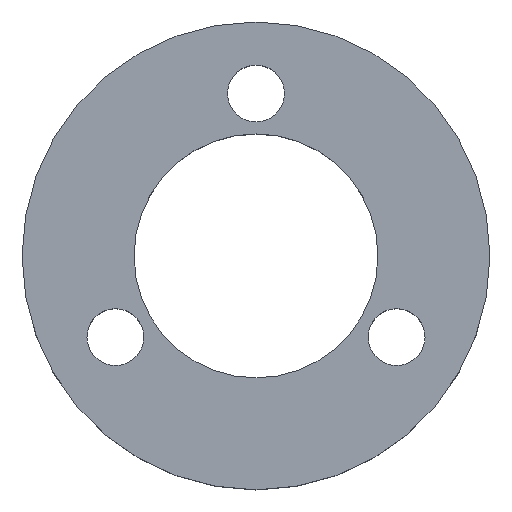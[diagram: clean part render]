
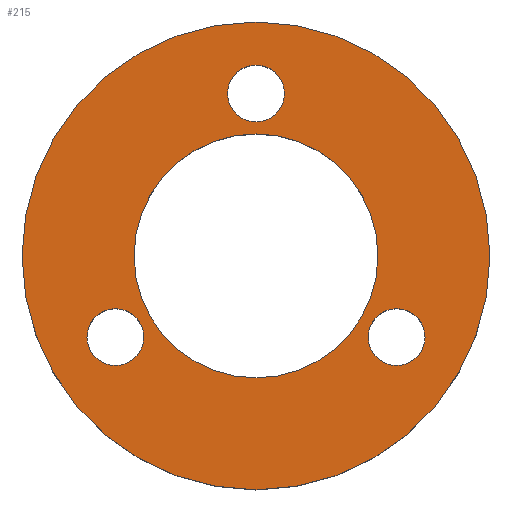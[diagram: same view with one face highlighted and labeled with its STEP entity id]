
A CAD part, top view. The second image highlights one B-rep face of the part: STEP entity #215.
In plain terms, the highlighted planar face has unit normal (0, 0, 1).
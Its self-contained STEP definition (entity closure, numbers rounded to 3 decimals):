
#18 = ORIENTED_EDGE ( 'NONE', *, *, #351, .F. ) ;
#31 = CARTESIAN_POINT ( 'NONE',  ( 0., 24.3, 16. ) ) ;
#32 = AXIS2_PLACEMENT_3D ( 'NONE', #328, #153, #51 ) ;
#41 = AXIS2_PLACEMENT_3D ( 'NONE', #65, #313, #286 ) ;
#46 = EDGE_LOOP ( 'NONE', ( #18, #309 ) ) ;
#48 = VERTEX_POINT ( 'NONE', #414 ) ;
#51 = DIRECTION ( 'NONE',  ( 1., 0., 0. ) ) ;
#55 = FACE_BOUND ( 'NONE', #103, .T. ) ;
#56 = EDGE_CURVE ( 'NONE', #113, #59, #206, .T. ) ;
#59 = VERTEX_POINT ( 'NONE', #265 ) ;
#65 = CARTESIAN_POINT ( 'NONE',  ( 0., 0., 16. ) ) ;
#67 = CARTESIAN_POINT ( 'NONE',  ( 21.044, -12.15, 16. ) ) ;
#68 = EDGE_CURVE ( 'NONE', #59, #113, #427, .T. ) ;
#77 = EDGE_LOOP ( 'NONE', ( #227, #187 ) ) ;
#83 = AXIS2_PLACEMENT_3D ( 'NONE', #303, #90, #336 ) ;
#88 = CIRCLE ( 'NONE', #355, 4.25 ) ;
#90 = DIRECTION ( 'NONE',  ( 0., 0., 1. ) ) ;
#92 = CARTESIAN_POINT ( 'NONE',  ( -21.044, -12.15, 16. ) ) ;
#97 = CARTESIAN_POINT ( 'NONE',  ( -21.044, -12.15, 16. ) ) ;
#102 = PLANE ( 'NONE',  #41 ) ;
#103 = EDGE_LOOP ( 'NONE', ( #361, #325 ) ) ;
#105 = EDGE_CURVE ( 'NONE', #356, #133, #308, .T. ) ;
#113 = VERTEX_POINT ( 'NONE', #137 ) ;
#118 = AXIS2_PLACEMENT_3D ( 'NONE', #199, #453, #158 ) ;
#123 = DIRECTION ( 'NONE',  ( 0., 0., 1. ) ) ;
#133 = VERTEX_POINT ( 'NONE', #171 ) ;
#136 = DIRECTION ( 'NONE',  ( 1., 0., 0. ) ) ;
#137 = CARTESIAN_POINT ( 'NONE',  ( -16.794, -12.15, 16. ) ) ;
#141 = DIRECTION ( 'NONE',  ( 0., 0., 1. ) ) ;
#142 = ORIENTED_EDGE ( 'NONE', *, *, #244, .T. ) ;
#153 = DIRECTION ( 'NONE',  ( 0., 0., 1. ) ) ;
#156 = DIRECTION ( 'NONE',  ( 1., 0., 0. ) ) ;
#158 = DIRECTION ( 'NONE',  ( 1., 0., 0. ) ) ;
#161 = CIRCLE ( 'NONE', #258, 4.25 ) ;
#169 = DIRECTION ( 'NONE',  ( 1., 0., 0. ) ) ;
#171 = CARTESIAN_POINT ( 'NONE',  ( 25.294, -12.15, 16. ) ) ;
#172 = FACE_BOUND ( 'NONE', #46, .T. ) ;
#182 = FACE_BOUND ( 'NONE', #320, .T. ) ;
#183 = CIRCLE ( 'NONE', #32, 18.25 ) ;
#186 = AXIS2_PLACEMENT_3D ( 'NONE', #92, #123, #156 ) ;
#187 = ORIENTED_EDGE ( 'NONE', *, *, #56, .F. ) ;
#188 = CIRCLE ( 'NONE', #285, 35. ) ;
#190 = CARTESIAN_POINT ( 'NONE',  ( 4.25, 24.3, 16. ) ) ;
#193 = CARTESIAN_POINT ( 'NONE',  ( 0., 0., 16. ) ) ;
#197 = VERTEX_POINT ( 'NONE', #249 ) ;
#199 = CARTESIAN_POINT ( 'NONE',  ( 21.044, -12.15, 16. ) ) ;
#204 = DIRECTION ( 'NONE',  ( 1., 0., 0. ) ) ;
#206 = CIRCLE ( 'NONE', #186, 4.25 ) ;
#209 = ORIENTED_EDGE ( 'NONE', *, *, #105, .F. ) ;
#210 = CARTESIAN_POINT ( 'NONE',  ( 18.25, 0., 16. ) ) ;
#215 = ADVANCED_FACE ( 'NONE', ( #246, #172, #182, #408, #55 ), #102, .T. ) ;
#227 = ORIENTED_EDGE ( 'NONE', *, *, #68, .F. ) ;
#233 = EDGE_CURVE ( 'NONE', #334, #452, #161, .T. ) ;
#244 = EDGE_CURVE ( 'NONE', #353, #197, #255, .T. ) ;
#246 = FACE_BOUND ( 'NONE', #77, .T. ) ;
#249 = CARTESIAN_POINT ( 'NONE',  ( 35., 0., 16. ) ) ;
#251 = VERTEX_POINT ( 'NONE', #210 ) ;
#255 = CIRCLE ( 'NONE', #465, 35. ) ;
#258 = AXIS2_PLACEMENT_3D ( 'NONE', #31, #345, #169 ) ;
#265 = CARTESIAN_POINT ( 'NONE',  ( -25.294, -12.15, 16. ) ) ;
#274 = ORIENTED_EDGE ( 'NONE', *, *, #456, .F. ) ;
#285 = AXIS2_PLACEMENT_3D ( 'NONE', #193, #299, #407 ) ;
#286 = DIRECTION ( 'NONE',  ( 1., 0., 0. ) ) ;
#289 = CARTESIAN_POINT ( 'NONE',  ( 0., 0., 16. ) ) ;
#291 = EDGE_CURVE ( 'NONE', #197, #353, #188, .T. ) ;
#299 = DIRECTION ( 'NONE',  ( 0., 0., 1. ) ) ;
#303 = CARTESIAN_POINT ( 'NONE',  ( 0., 0., 16. ) ) ;
#304 = CARTESIAN_POINT ( 'NONE',  ( -4.25, 24.3, 16. ) ) ;
#305 = CIRCLE ( 'NONE', #83, 18.25 ) ;
#308 = CIRCLE ( 'NONE', #431, 4.25 ) ;
#309 = ORIENTED_EDGE ( 'NONE', *, *, #233, .F. ) ;
#313 = DIRECTION ( 'NONE',  ( 0., 0., 1. ) ) ;
#320 = EDGE_LOOP ( 'NONE', ( #209, #274 ) ) ;
#323 = EDGE_CURVE ( 'NONE', #48, #251, #183, .T. ) ;
#325 = ORIENTED_EDGE ( 'NONE', *, *, #379, .F. ) ;
#326 = DIRECTION ( 'NONE',  ( 0., 0., 1. ) ) ;
#328 = CARTESIAN_POINT ( 'NONE',  ( 0., 0., 16. ) ) ;
#332 = DIRECTION ( 'NONE',  ( 1., 0., 0. ) ) ;
#334 = VERTEX_POINT ( 'NONE', #190 ) ;
#336 = DIRECTION ( 'NONE',  ( 1., 0., 0. ) ) ;
#344 = DIRECTION ( 'NONE',  ( 0., 0., 1. ) ) ;
#345 = DIRECTION ( 'NONE',  ( 0., 0., 1. ) ) ;
#351 = EDGE_CURVE ( 'NONE', #452, #334, #88, .T. ) ;
#353 = VERTEX_POINT ( 'NONE', #447 ) ;
#355 = AXIS2_PLACEMENT_3D ( 'NONE', #444, #326, #332 ) ;
#356 = VERTEX_POINT ( 'NONE', #442 ) ;
#361 = ORIENTED_EDGE ( 'NONE', *, *, #323, .F. ) ;
#366 = ORIENTED_EDGE ( 'NONE', *, *, #291, .T. ) ;
#379 = EDGE_CURVE ( 'NONE', #251, #48, #305, .T. ) ;
#389 = DIRECTION ( 'NONE',  ( 0., 0., 1. ) ) ;
#405 = CIRCLE ( 'NONE', #118, 4.25 ) ;
#406 = AXIS2_PLACEMENT_3D ( 'NONE', #97, #344, #204 ) ;
#407 = DIRECTION ( 'NONE',  ( 1., 0., 0. ) ) ;
#408 = FACE_OUTER_BOUND ( 'NONE', #464, .T. ) ;
#414 = CARTESIAN_POINT ( 'NONE',  ( -18.25, 0., 16. ) ) ;
#427 = CIRCLE ( 'NONE', #406, 4.25 ) ;
#431 = AXIS2_PLACEMENT_3D ( 'NONE', #67, #389, #136 ) ;
#433 = DIRECTION ( 'NONE',  ( 1., 0., 0. ) ) ;
#442 = CARTESIAN_POINT ( 'NONE',  ( 16.794, -12.15, 16. ) ) ;
#444 = CARTESIAN_POINT ( 'NONE',  ( 0., 24.3, 16. ) ) ;
#447 = CARTESIAN_POINT ( 'NONE',  ( -35., 0., 16. ) ) ;
#452 = VERTEX_POINT ( 'NONE', #304 ) ;
#453 = DIRECTION ( 'NONE',  ( 0., 0., 1. ) ) ;
#456 = EDGE_CURVE ( 'NONE', #133, #356, #405, .T. ) ;
#464 = EDGE_LOOP ( 'NONE', ( #142, #366 ) ) ;
#465 = AXIS2_PLACEMENT_3D ( 'NONE', #289, #141, #433 ) ;
